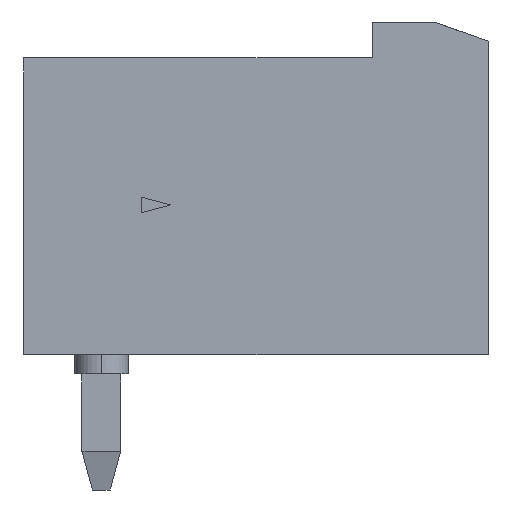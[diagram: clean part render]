
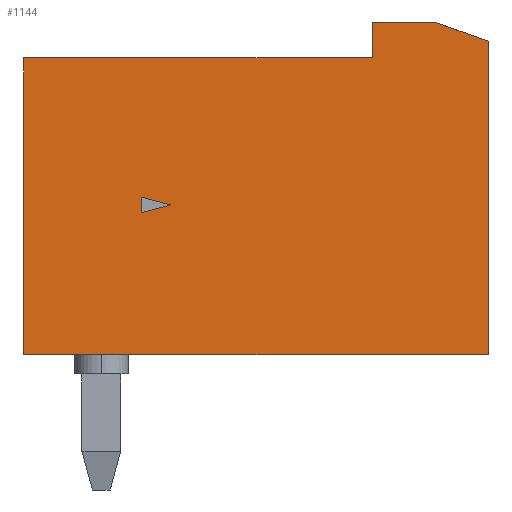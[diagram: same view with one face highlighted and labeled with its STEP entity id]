
A CAD part, left-side view. The second image highlights one B-rep face of the part: STEP entity #1144.
In plain terms, the highlighted planar face has unit normal (-1, 0, 0).
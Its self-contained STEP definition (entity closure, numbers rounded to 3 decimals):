
#1055=CARTESIAN_POINT('',(-26.4,2.6,-0.43));
#1056=DIRECTION('',(-1.0,0.0,0.0));
#1057=DIRECTION('',(0.0,-1.0,0.0));
#1058=AXIS2_PLACEMENT_3D('',#1055,#1056,#1057);
#1059=PLANE('',#1058);
#1060=CARTESIAN_POINT('',(-26.4,-10.,8.1));
#1061=VERTEX_POINT('',#1060);
#1062=CARTESIAN_POINT('',(-26.4,-10.,0.0));
#1063=VERTEX_POINT('',#1062);
#1064=CARTESIAN_POINT('',(-26.4,-10.,8.1));
#1065=DIRECTION('',(0.0,0.0,-1.0));
#1066=VECTOR('',#1065,8.1);
#1067=LINE('',#1064,#1066);
#1068=EDGE_CURVE('',#1061,#1063,#1067,.T.);
#1069=ORIENTED_EDGE('',*,*,#1068,.F.);
#1070=CARTESIAN_POINT('',(-26.4,-8.626,8.6));
#1071=VERTEX_POINT('',#1070);
#1072=CARTESIAN_POINT('',(-26.4,-8.626,8.6));
#1073=DIRECTION('',(0.0,-0.94,-0.342));
#1074=VECTOR('',#1073,1.462);
#1075=LINE('',#1072,#1074);
#1076=EDGE_CURVE('',#1071,#1061,#1075,.T.);
#1077=ORIENTED_EDGE('',*,*,#1076,.F.);
#1078=CARTESIAN_POINT('',(-26.4,-7.,8.6));
#1079=VERTEX_POINT('',#1078);
#1080=CARTESIAN_POINT('',(-26.4,-7.,8.6));
#1081=DIRECTION('',(0.0,-1.0,0.0));
#1082=VECTOR('',#1081,1.626);
#1083=LINE('',#1080,#1082);
#1084=EDGE_CURVE('',#1079,#1071,#1083,.T.);
#1085=ORIENTED_EDGE('',*,*,#1084,.F.);
#1086=CARTESIAN_POINT('',(-26.4,-7.,7.67));
#1087=VERTEX_POINT('',#1086);
#1088=CARTESIAN_POINT('',(-26.4,-7.,7.67));
#1089=DIRECTION('',(0.0,0.0,1.0));
#1090=VECTOR('',#1089,0.93);
#1091=LINE('',#1088,#1090);
#1092=EDGE_CURVE('',#1087,#1079,#1091,.T.);
#1093=ORIENTED_EDGE('',*,*,#1092,.F.);
#1094=CARTESIAN_POINT('',(-26.4,2.,7.67));
#1095=VERTEX_POINT('',#1094);
#1096=CARTESIAN_POINT('',(-26.4,2.,7.67));
#1097=DIRECTION('',(0.0,-1.0,0.0));
#1098=VECTOR('',#1097,9.0);
#1099=LINE('',#1096,#1098);
#1100=EDGE_CURVE('',#1095,#1087,#1099,.T.);
#1101=ORIENTED_EDGE('',*,*,#1100,.F.);
#1102=CARTESIAN_POINT('',(-26.4,2.,0.0));
#1103=VERTEX_POINT('',#1102);
#1104=CARTESIAN_POINT('',(-26.4,2.,7.67));
#1105=DIRECTION('',(0.0,0.0,-1.0));
#1106=VECTOR('',#1105,7.67);
#1107=LINE('',#1104,#1106);
#1108=EDGE_CURVE('',#1095,#1103,#1107,.T.);
#1109=ORIENTED_EDGE('',*,*,#1108,.T.);
#1110=CARTESIAN_POINT('',(-26.4,-10.,0.0));
#1111=DIRECTION('',(0.0,1.0,0.0));
#1112=VECTOR('',#1111,12.0);
#1113=LINE('',#1110,#1112);
#1114=EDGE_CURVE('',#1063,#1103,#1113,.T.);
#1115=ORIENTED_EDGE('',*,*,#1114,.F.);
#1116=EDGE_LOOP('',(#1069,#1077,#1085,#1093,#1101,#1109,#1115));
#1117=FACE_OUTER_BOUND('',#1116,.T.);
#1118=CARTESIAN_POINT('',(-26.4,-1.05,4.071));
#1119=VERTEX_POINT('',#1118);
#1120=CARTESIAN_POINT('',(-26.4,-1.8,3.87));
#1121=VERTEX_POINT('',#1120);
#1122=CARTESIAN_POINT('',(-26.4,-1.05,4.071));
#1123=DIRECTION('',(0.0,-0.966,-0.259));
#1124=VECTOR('',#1123,0.776);
#1125=LINE('',#1122,#1124);
#1126=EDGE_CURVE('',#1119,#1121,#1125,.T.);
#1127=ORIENTED_EDGE('',*,*,#1126,.T.);
#1128=CARTESIAN_POINT('',(-26.4,-1.05,3.669));
#1129=VERTEX_POINT('',#1128);
#1130=CARTESIAN_POINT('',(-26.4,-1.8,3.87));
#1131=DIRECTION('',(0.0,0.966,-0.259));
#1132=VECTOR('',#1131,0.776);
#1133=LINE('',#1130,#1132);
#1134=EDGE_CURVE('',#1121,#1129,#1133,.T.);
#1135=ORIENTED_EDGE('',*,*,#1134,.T.);
#1136=CARTESIAN_POINT('',(-26.4,-1.05,3.669));
#1137=DIRECTION('',(0.0,0.0,1.0));
#1138=VECTOR('',#1137,0.402);
#1139=LINE('',#1136,#1138);
#1140=EDGE_CURVE('',#1129,#1119,#1139,.T.);
#1141=ORIENTED_EDGE('',*,*,#1140,.T.);
#1142=EDGE_LOOP('',(#1127,#1135,#1141));
#1143=FACE_BOUND('',#1142,.T.);
#1144=ADVANCED_FACE('',(#1117,#1143),#1059,.T.);
